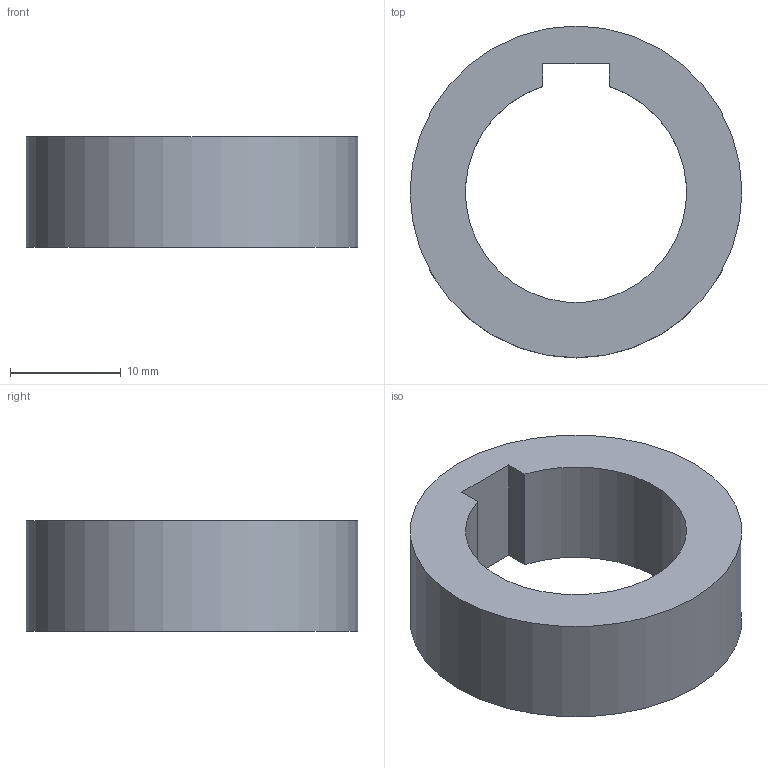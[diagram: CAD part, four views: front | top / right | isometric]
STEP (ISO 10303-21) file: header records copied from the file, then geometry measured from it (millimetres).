
FILE_DESCRIPTION( ('This file contains a STEP AP42 implementation' ,'as created by ZW3D STEP Interface translator.' ,'') ,'2;1' );
FILE_NAME( '中间传动大锥齿轮配件.ipt.stp' ,'251027.114755', (''), ('ZWCAD Software Co.'), 'Version 1.0', 'ZW3D to STEP translator', '' );
FILE_SCHEMA(('AUTOMOTIVE_DESIGN { 1 0 10303 214 1 1 1 1 }'));
Length unit declared in the file: millimetre
Products named in the file (1): 0
Bounding box: 30 x 30 x 10 mm (x, y, z)
Volume: 3821.9 mm3; surface area: 2375.4 mm2
Topology: 1 solids, 1 shells, 7 faces, 17 edges, 12 vertices
Faces by surface type: plane 5, cylinder 2
Full cylindrical faces by diameter (mm): 30 x1
Entity records: 244 total; most frequent: DIRECTION 39, CARTESIAN_POINT 37, ORIENTED_EDGE 34, EDGE_CURVE 17, AXIS2_PLACEMENT_3D 14, VERTEX_POINT 12, VECTOR 11, LINE 11
